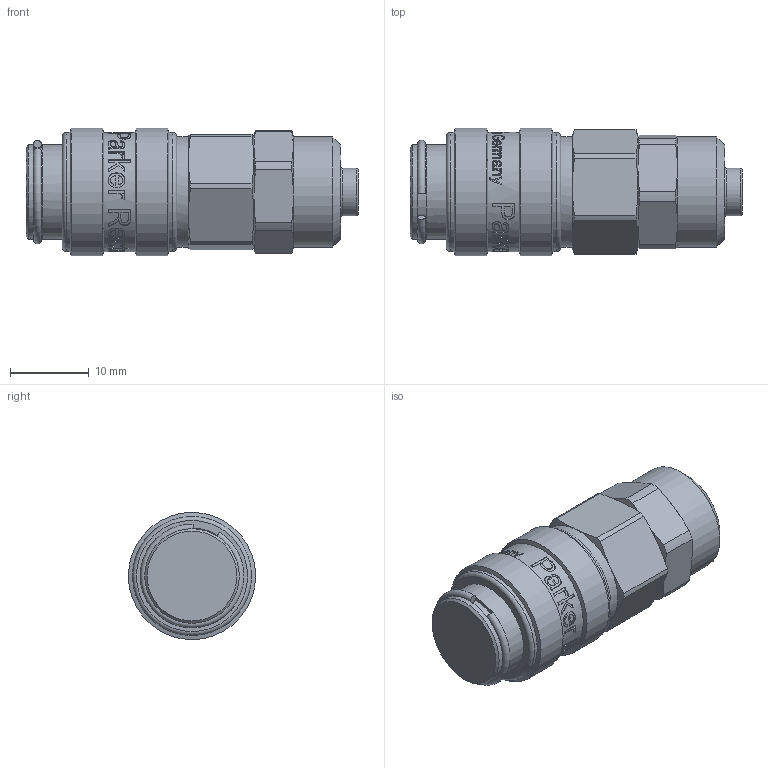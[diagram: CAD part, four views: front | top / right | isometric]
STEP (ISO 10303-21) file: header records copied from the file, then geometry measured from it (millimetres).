
FILE_DESCRIPTION((''),'2;1');
FILE_NAME('21kako08mpn.stp','2013-11-13T14:30:13',('IA176480'),(''),'Autodesk Inventor 2013','Autodesk Inventor 2013','');
FILE_SCHEMA(('AUTOMOTIVE_DESIGN { 1 0 10303 214 1 1 1 1 }'));
Length unit declared in the file: millimetre
Products named in the file (1): D108445
Bounding box: 42.1 x 16.15 x 16.15 mm (x, y, z)
Volume: 6191.3 mm3; surface area: 4115.6 mm2
Topology: 2 solids, 4 shells, 497 faces, 1296 edges, 850 vertices
Faces by surface type: bspline 214, plane 158, cylinder 68, cone 49, torus 8
Full cylindrical faces by diameter (mm): 6.05 x1, 6.7 x1, 8.25 x1, 10.6 x1, 11.15 x1, 11.153 x1, 11.4 x1, 12 x4, 12.15 x2, 14 x4, 15.1 x3, 16.15 x2
Entity records: 61902 total; most frequent: CARTESIAN_POINT 51255, ORIENTED_EDGE 2444, DIRECTION 1361, EDGE_CURVE 1222, VERTEX_POINT 828, EDGE_LOOP 596, B_SPLINE_CURVE_WITH_KNOTS 559, FACE_OUTER_BOUND 496
